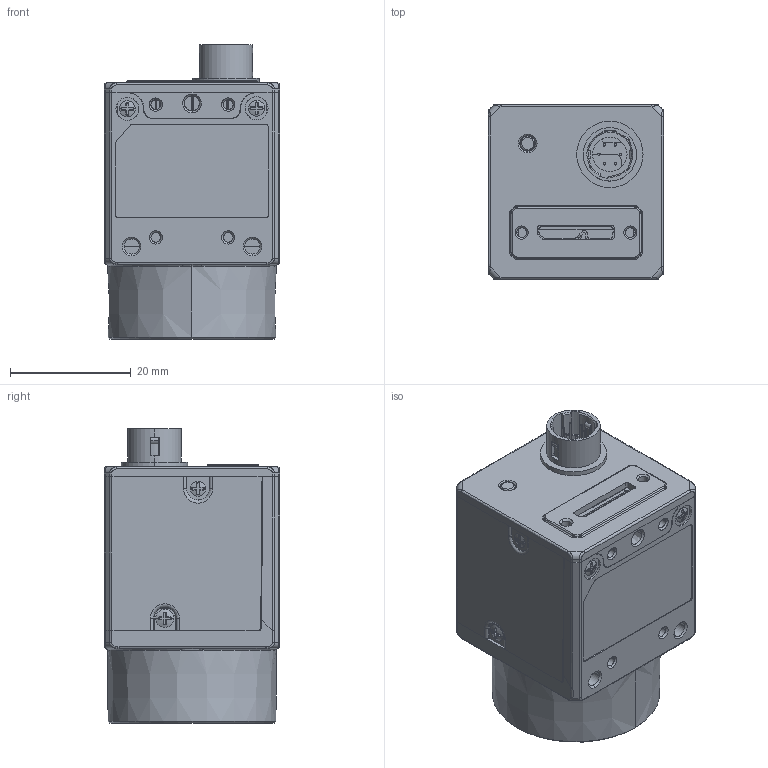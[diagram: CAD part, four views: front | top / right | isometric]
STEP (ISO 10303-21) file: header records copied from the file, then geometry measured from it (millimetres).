
FILE_DESCRIPTION (( 'STEP AP203' ), '1' );
FILE_NAME ('DP31944-A_COE-XXX-Y-USB-TYPE4.step', '2022-11-04T09:47:08', ( '' ), ( '' ), 'SwSTEP 2.0', 'SolidWorks 2021', '' );
FILE_SCHEMA (( 'CONFIG_CONTROL_DESIGN' ));
Length unit declared in the file: millimetre
Products named in the file (1): DP31944-A_COE-XXX-Y-USB-TYPE4
Bounding box: 29.03 x 29 x 48.75 mm (x, y, z)
Surface area: 8083.1 mm2 (no closed solid volume)
Topology: 0 solids, 15 shells, 745 faces, 2592 edges, 1768 vertices
Faces by surface type: plane 213, cylinder 177, cone 120, bspline 111, torus 108, sphere 16
Entity records: 38005 total; most frequent: CARTESIAN_POINT 16826, DIRECTION 4322, ORIENTED_EDGE 4208, EDGE_CURVE 2587, VERTEX_POINT 1768, AXIS2_PLACEMENT_3D 1662, CIRCLE 1027, VECTOR 998
